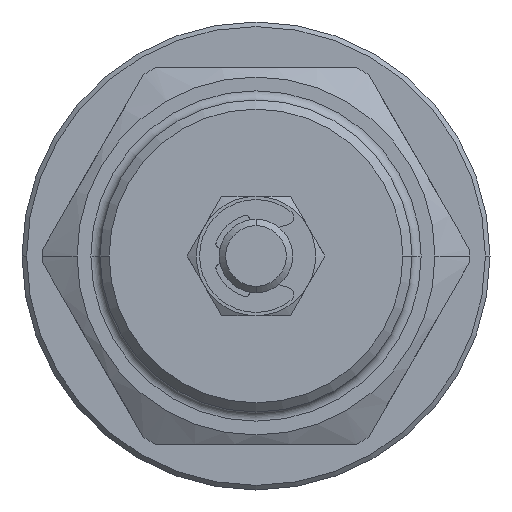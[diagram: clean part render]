
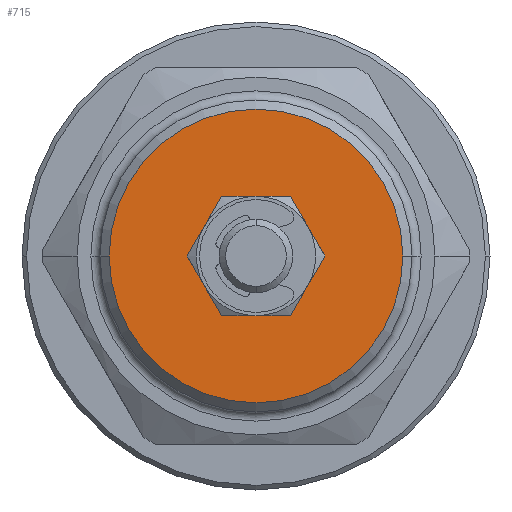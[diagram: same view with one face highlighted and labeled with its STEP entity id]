
A CAD part, left-side view. The second image highlights one B-rep face of the part: STEP entity #715.
In plain terms, the highlighted planar face has unit normal (-1, 0, 0).
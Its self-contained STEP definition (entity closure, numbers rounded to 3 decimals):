
#38 = CARTESIAN_POINT ( 'NONE',  ( -14., 0., -16. ) ) ;
#499 = EDGE_LOOP ( 'NONE', ( #4774, #6494 ) ) ;
#715 = ADVANCED_FACE ( 'NONE', ( #3067, #7558 ), #1195, .F. ) ;
#929 = CARTESIAN_POINT ( 'NONE',  ( -14., 0., 0. ) ) ;
#1195 = PLANE ( 'NONE',  #2012 ) ;
#1508 = DIRECTION ( 'NONE',  ( 0., 1., 0. ) ) ;
#1807 = DIRECTION ( 'NONE',  ( 1., 0., 0. ) ) ;
#1941 = CIRCLE ( 'NONE', #4860, 6.5 ) ;
#2012 = AXIS2_PLACEMENT_3D ( 'NONE', #38, #3511, #7015 ) ;
#2266 = VERTEX_POINT ( 'NONE', #5365 ) ;
#2363 = CIRCLE ( 'NONE', #6333, 16. ) ;
#2573 = CARTESIAN_POINT ( 'NONE',  ( -14., 0., 0. ) ) ;
#3067 = FACE_BOUND ( 'NONE', #6619, .T. ) ;
#3161 = DIRECTION ( 'NONE',  ( 0., 0., -1. ) ) ;
#3256 = DIRECTION ( 'NONE',  ( -1., 0., 0. ) ) ;
#3511 = DIRECTION ( 'NONE',  ( 1., 0., 0. ) ) ;
#3848 = AXIS2_PLACEMENT_3D ( 'NONE', #5305, #1807, #5882 ) ;
#4091 = CIRCLE ( 'NONE', #4093, 16. ) ;
#4093 = AXIS2_PLACEMENT_3D ( 'NONE', #6758, #3256, #7357 ) ;
#4109 = CARTESIAN_POINT ( 'NONE',  ( -14., 0., -6.5 ) ) ;
#4135 = CIRCLE ( 'NONE', #3848, 6.5 ) ;
#4148 = EDGE_CURVE ( 'NONE', #5481, #5078, #4135, .T. ) ;
#4302 = EDGE_CURVE ( 'NONE', #5078, #5481, #1941, .T. ) ;
#4590 = CARTESIAN_POINT ( 'NONE',  ( -14., 0., 6.5 ) ) ;
#4774 = ORIENTED_EDGE ( 'NONE', *, *, #6338, .T. ) ;
#4860 = AXIS2_PLACEMENT_3D ( 'NONE', #2573, #6660, #3161 ) ;
#4997 = DIRECTION ( 'NONE',  ( -1., 0., 0. ) ) ;
#5078 = VERTEX_POINT ( 'NONE', #4109 ) ;
#5214 = ORIENTED_EDGE ( 'NONE', *, *, #4148, .T. ) ;
#5305 = CARTESIAN_POINT ( 'NONE',  ( -14., 0., 0. ) ) ;
#5365 = CARTESIAN_POINT ( 'NONE',  ( -14., -16., 0. ) ) ;
#5481 = VERTEX_POINT ( 'NONE', #4590 ) ;
#5750 = CARTESIAN_POINT ( 'NONE',  ( -14., 16., 0. ) ) ;
#5882 = DIRECTION ( 'NONE',  ( 0., 0., -1. ) ) ;
#5915 = EDGE_CURVE ( 'NONE', #6467, #2266, #2363, .T. ) ;
#6333 = AXIS2_PLACEMENT_3D ( 'NONE', #929, #4997, #1508 ) ;
#6338 = EDGE_CURVE ( 'NONE', #2266, #6467, #4091, .T. ) ;
#6467 = VERTEX_POINT ( 'NONE', #5750 ) ;
#6494 = ORIENTED_EDGE ( 'NONE', *, *, #5915, .T. ) ;
#6619 = EDGE_LOOP ( 'NONE', ( #5214, #7569 ) ) ;
#6660 = DIRECTION ( 'NONE',  ( 1., 0., 0. ) ) ;
#6758 = CARTESIAN_POINT ( 'NONE',  ( -14., 0., 0. ) ) ;
#7015 = DIRECTION ( 'NONE',  ( 0., -1., 0. ) ) ;
#7357 = DIRECTION ( 'NONE',  ( 0., 1., 0. ) ) ;
#7558 = FACE_OUTER_BOUND ( 'NONE', #499, .T. ) ;
#7569 = ORIENTED_EDGE ( 'NONE', *, *, #4302, .T. ) ;
